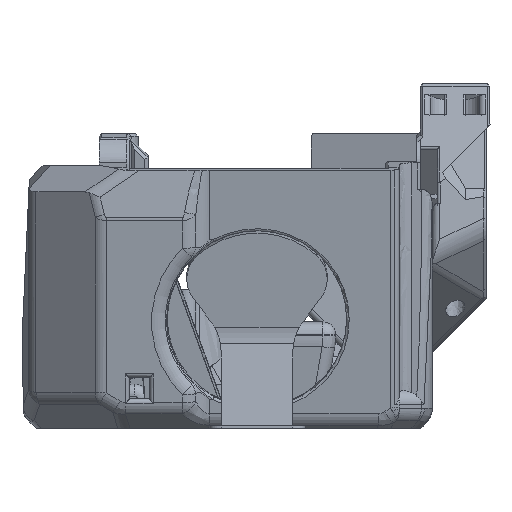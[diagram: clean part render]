
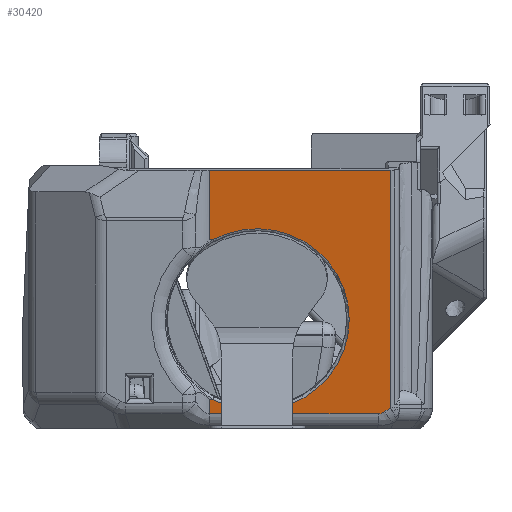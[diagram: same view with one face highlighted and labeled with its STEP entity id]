
A CAD part, left-side view. The second image highlights one B-rep face of the part: STEP entity #30420.
In plain terms, the highlighted planar face has unit normal (-0.985, 0, -0.174).
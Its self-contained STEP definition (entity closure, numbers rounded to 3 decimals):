
#1169=B_SPLINE_CURVE_WITH_KNOTS('',3,(#48322,#48323,#48324,#48325),
 .UNSPECIFIED.,.F.,.F.,(4,4),(0.,0.382),.UNSPECIFIED.);
#1189=B_SPLINE_CURVE_WITH_KNOTS('',3,(#48686,#48687,#48688,#48689),
 .UNSPECIFIED.,.F.,.F.,(4,4),(0.618,1.),.UNSPECIFIED.);
#2037=CIRCLE('',#32654,14.4);
#2710=ELLIPSE('',#32655,3.203,2.);
#5711=ORIENTED_EDGE('',*,*,#13933,.F.);
#5712=ORIENTED_EDGE('',*,*,#14080,.T.);
#5713=ORIENTED_EDGE('',*,*,#14081,.T.);
#5714=ORIENTED_EDGE('',*,*,#14082,.F.);
#5715=ORIENTED_EDGE('',*,*,#14083,.T.);
#5716=ORIENTED_EDGE('',*,*,#14084,.T.);
#5717=ORIENTED_EDGE('',*,*,#14085,.F.);
#5718=ORIENTED_EDGE('',*,*,#14086,.T.);
#5719=ORIENTED_EDGE('',*,*,#13537,.F.);
#5720=ORIENTED_EDGE('',*,*,#13562,.F.);
#13537=EDGE_CURVE('',#17893,#17894,#20679,.T.);
#13562=EDGE_CURVE('',#17911,#17893,#20697,.T.);
#13933=EDGE_CURVE('',#18174,#17911,#1169,.F.);
#14080=EDGE_CURVE('',#18174,#18285,#2037,.T.);
#14081=EDGE_CURVE('',#18285,#18286,#1189,.T.);
#14082=EDGE_CURVE('',#18287,#18286,#21012,.T.);
#14083=EDGE_CURVE('',#18287,#18288,#21013,.T.);
#14084=EDGE_CURVE('',#18288,#18289,#2710,.T.);
#14085=EDGE_CURVE('',#18290,#18289,#21014,.T.);
#14086=EDGE_CURVE('',#18290,#17894,#21015,.T.);
#17893=VERTEX_POINT('',#46635);
#17894=VERTEX_POINT('',#46637);
#17911=VERTEX_POINT('',#46696);
#18174=VERTEX_POINT('',#48321);
#18285=VERTEX_POINT('',#48685);
#18286=VERTEX_POINT('',#48690);
#18287=VERTEX_POINT('',#48692);
#18288=VERTEX_POINT('',#48694);
#18289=VERTEX_POINT('',#48696);
#18290=VERTEX_POINT('',#48698);
#20679=LINE('',#46636,#23259);
#20697=LINE('',#46697,#23277);
#21012=LINE('',#48691,#23592);
#21013=LINE('',#48693,#23593);
#21014=LINE('',#48697,#23594);
#21015=LINE('',#48699,#23595);
#23259=VECTOR('',#36379,1000.);
#23277=VECTOR('',#36417,1000.);
#23592=VECTOR('',#37214,1000.);
#23593=VECTOR('',#37215,1000.);
#23594=VECTOR('',#37218,1000.);
#23595=VECTOR('',#37219,1000.);
#25788=EDGE_LOOP('',(#5711,#5712,#5713,#5714,#5715,#5716,#5717,#5718,#5719,
#5720));
#27682=FACE_BOUND('',#25788,.T.);
#29279=PLANE('',#32653);
#30420=ADVANCED_FACE('',(#27682),#29279,.F.);
#32653=AXIS2_PLACEMENT_3D('',#48683,#37210,#37211);
#32654=AXIS2_PLACEMENT_3D('',#48684,#37212,#37213);
#32655=AXIS2_PLACEMENT_3D('',#48695,#37216,#37217);
#36379=DIRECTION('',(0.,-1.,0.));
#36417=DIRECTION('',(-0.174,0.,0.985));
#37210=DIRECTION('',(0.985,0.,0.174));
#37211=DIRECTION('',(-0.174,0.,0.985));
#37212=DIRECTION('',(0.985,0.,0.174));
#37213=DIRECTION('',(0.174,0.,-0.985));
#37214=DIRECTION('',(-0.174,0.,0.985));
#37215=DIRECTION('',(0.,-1.,0.));
#37216=DIRECTION('',(-0.985,0.,-0.174));
#37217=DIRECTION('',(-0.165,-0.304,0.938));
#37218=DIRECTION('',(0.097,0.829,-0.551));
#37219=DIRECTION('',(-0.174,0.,0.985));
#46635=CARTESIAN_POINT('',(-34.572,12.27,40.304));
#46636=CARTESIAN_POINT('',(-34.572,24.853,40.304));
#46637=CARTESIAN_POINT('',(-34.572,-16.002,40.304));
#46696=CARTESIAN_POINT('',(-32.66,12.27,29.463));
#46697=CARTESIAN_POINT('',(-31.185,12.27,21.099));
#48321=CARTESIAN_POINT('',(-32.651,11.767,29.413));
#48322=CARTESIAN_POINT('',(-32.66,12.27,29.463));
#48323=CARTESIAN_POINT('',(-32.657,12.102,29.442));
#48324=CARTESIAN_POINT('',(-32.654,11.935,29.425));
#48325=CARTESIAN_POINT('',(-32.651,11.767,29.413));
#48683=CARTESIAN_POINT('',(-31.185,24.853,21.099));
#48684=CARTESIAN_POINT('',(-30.458,4.853,16.973));
#48685=CARTESIAN_POINT('',(-28.264,11.767,4.533));
#48686=CARTESIAN_POINT('',(-28.264,11.767,4.533));
#48687=CARTESIAN_POINT('',(-28.262,11.935,4.52));
#48688=CARTESIAN_POINT('',(-28.259,12.102,4.503));
#48689=CARTESIAN_POINT('',(-28.255,12.27,4.482));
#48690=CARTESIAN_POINT('',(-28.255,12.27,4.482));
#48691=CARTESIAN_POINT('',(-31.185,12.27,21.099));
#48692=CARTESIAN_POINT('',(-27.864,12.27,2.262));
#48693=CARTESIAN_POINT('',(-27.864,-14.655,2.262));
#48694=CARTESIAN_POINT('',(-27.864,-14.07,2.262));
#48695=CARTESIAN_POINT('',(-28.404,-14.652,5.326));
#48696=CARTESIAN_POINT('',(-27.923,-15.07,2.597));
#48697=CARTESIAN_POINT('',(-27.821,-14.199,2.018));
#48698=CARTESIAN_POINT('',(-28.032,-16.002,3.216));
#48699=CARTESIAN_POINT('',(-7.663,-16.002,-112.301));
